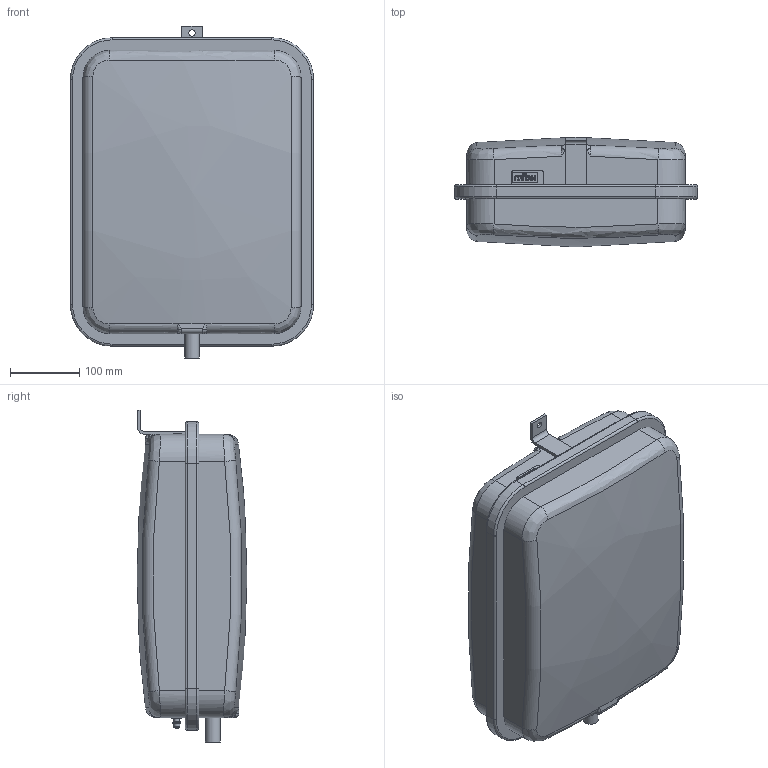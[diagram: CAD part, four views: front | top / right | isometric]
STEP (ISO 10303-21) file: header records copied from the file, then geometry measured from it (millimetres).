
FILE_DESCRIPTION(/* description */ (''),/* implementation_level */ '2;1');
FILE_NAME(/* name */ '3d_ReflexF18_3bar-2218300.stp',/* time_stamp */ '2022-09-14T14:03:29+02:00',/* author */ ('Andrzej'),/* organization */ (''),/* preprocessor_version */ 'ST-DEVELOPER v16.13',/* originating_system */ 'AutoCAD Mechanical',/* authorisation */ '');
FILE_SCHEMA (('AUTOMOTIVE_DESIGN { 1 0 10303 214 3 1 1 }'));
Length unit declared in the file: millimetre
Products named in the file (1): Product
Bounding box: 350 x 158 x 478 mm (x, y, z)
Volume: 18618804.5 mm3; surface area: 794845.6 mm2
Topology: 15 solids, 15 shells, 300 faces, 753 edges, 485 vertices
Faces by surface type: plane 136, cylinder 111, bspline 34, torus 15, cone 4
Full cylindrical faces by diameter (mm): 6.23 x1, 8 x1, 8.06 x1, 9 x1, 10 x1, 11 x1, 14 x1, 14.9 x1, 21.3 x1
Entity records: 11602 total; most frequent: CARTESIAN_POINT 4371, DIRECTION 1510, ORIENTED_EDGE 1464, EDGE_CURVE 732, AXIS2_PLACEMENT_3D 557, VERTEX_POINT 484, LINE 396, VECTOR 396
